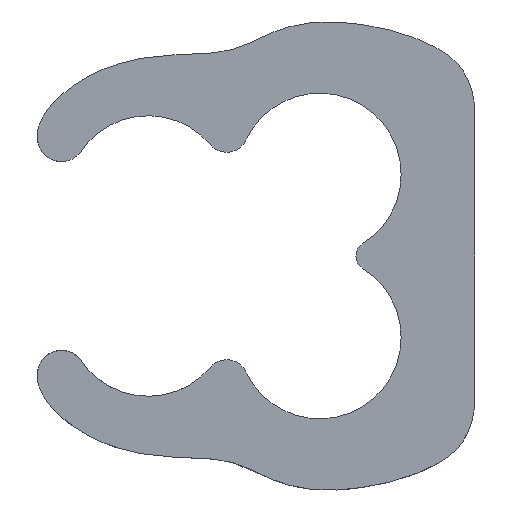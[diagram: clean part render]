
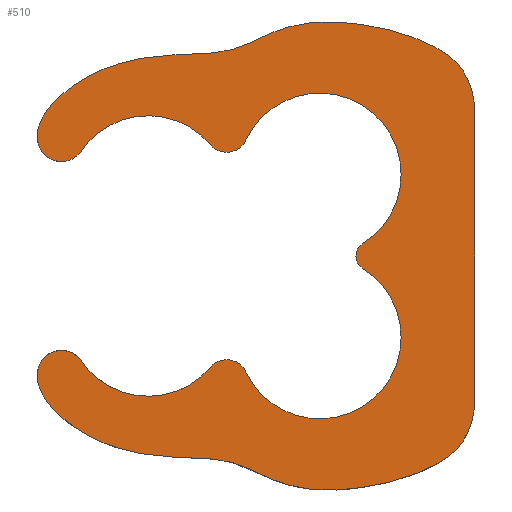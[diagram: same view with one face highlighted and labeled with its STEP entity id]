
A CAD part, left-side view. The second image highlights one B-rep face of the part: STEP entity #510.
In plain terms, the highlighted planar face has unit normal (-1, 0, 0).
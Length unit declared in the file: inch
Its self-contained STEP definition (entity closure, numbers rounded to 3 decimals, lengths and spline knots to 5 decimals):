
#40=PLANE('',#600);
#45=(
BOUNDED_CURVE()
B_SPLINE_CURVE(5,(#1157,#1158,#1159,#1160,#1161,#1162,#1163,#1164,#1165,
#1166,#1167,#1168,#1169,#1170,#1171,#1172,#1173,#1174,#1175,#1176,#1177,
#1178,#1179,#1180,#1181,#1182,#1183,#1184,#1185,#1186),.UNSPECIFIED.,.F.,
 .F.)
B_SPLINE_CURVE_WITH_KNOTS((6,1,1,1,1,1,1,1,1,1,1,1,1,1,1,1,1,1,1,1,1,1,
1,1,1,6),(0.,0.04,0.08,0.12,0.16,0.2,0.24,0.28,0.32,0.36,0.4,0.44,0.48,
0.52,0.56,0.6,0.64,0.68,0.72,0.76,0.8,0.84,0.88,0.92,0.96,1.),
 .UNSPECIFIED.)
CURVE()
GEOMETRIC_REPRESENTATION_ITEM()
RATIONAL_B_SPLINE_CURVE((1.,1.,1.,1.,1.,1.,1.,1.,1.,1.,1.,1.,1.,1.,1.,1.,
1.,1.,1.,1.,1.,1.,1.,1.,1.,1.,1.,1.,1.,1.))
REPRESENTATION_ITEM('')
);
#47=(
BOUNDED_CURVE()
B_SPLINE_CURVE(5,(#1286,#1287,#1288,#1289,#1290,#1291,#1292,#1293,#1294,
#1295,#1296,#1297,#1298,#1299,#1300,#1301,#1302,#1303,#1304,#1305,#1306,
#1307,#1308,#1309,#1310,#1311,#1312,#1313,#1314,#1315),.UNSPECIFIED.,.F.,
 .F.)
B_SPLINE_CURVE_WITH_KNOTS((6,1,1,1,1,1,1,1,1,1,1,1,1,1,1,1,1,1,1,1,1,1,
1,1,1,6),(0.,0.04,0.08,0.12,0.16,0.2,0.24,0.28,0.32,0.36,0.4,0.44,0.48,
0.52,0.56,0.6,0.64,0.68,0.72,0.76,0.8,0.84,0.88,0.92,0.96,1.),
 .UNSPECIFIED.)
CURVE()
GEOMETRIC_REPRESENTATION_ITEM()
RATIONAL_B_SPLINE_CURVE((1.,1.,1.,1.,1.,1.,1.,1.,1.,1.,1.,1.,1.,1.,1.,1.,
1.,1.,1.,1.,1.,1.,1.,1.,1.,1.,1.,1.,1.,1.))
REPRESENTATION_ITEM('')
);
#80=FACE_OUTER_BOUND('',#108,.T.);
#108=EDGE_LOOP('',(#453,#454,#455,#456,#457,#458,#459,#460,#461,#462,#463,
#464));
#127=LINE('',#1221,#155);
#155=VECTOR('',#706,0.3937);
#183=CIRCLE('',#572,0.08);
#185=CIRCLE('',#575,0.02356);
#187=CIRCLE('',#579,0.02356);
#189=CIRCLE('',#582,0.08);
#191=CIRCLE('',#585,0.02089);
#193=CIRCLE('',#588,0.08);
#195=CIRCLE('',#591,0.01423);
#197=CIRCLE('',#594,0.08);
#199=CIRCLE('',#597,0.02089);
#225=VERTEX_POINT('',#1082);
#226=VERTEX_POINT('',#1083);
#229=VERTEX_POINT('',#1091);
#231=VERTEX_POINT('',#1156);
#233=VERTEX_POINT('',#1220);
#235=VERTEX_POINT('',#1285);
#237=VERTEX_POINT('',#1349);
#239=VERTEX_POINT('',#1355);
#241=VERTEX_POINT('',#1361);
#243=VERTEX_POINT('',#1367);
#245=VERTEX_POINT('',#1373);
#247=VERTEX_POINT('',#1379);
#285=EDGE_CURVE('',#225,#226,#183,.T.);
#289=EDGE_CURVE('',#229,#226,#185,.T.);
#292=EDGE_CURVE('',#229,#231,#45,.T.);
#295=EDGE_CURVE('',#233,#231,#127,.T.);
#298=EDGE_CURVE('',#235,#233,#47,.T.);
#301=EDGE_CURVE('',#237,#235,#187,.T.);
#304=EDGE_CURVE('',#237,#239,#189,.T.);
#307=EDGE_CURVE('',#241,#239,#191,.T.);
#310=EDGE_CURVE('',#241,#243,#193,.T.);
#313=EDGE_CURVE('',#245,#243,#195,.T.);
#316=EDGE_CURVE('',#245,#247,#197,.T.);
#319=EDGE_CURVE('',#225,#247,#199,.T.);
#453=ORIENTED_EDGE('',*,*,#319,.F.);
#454=ORIENTED_EDGE('',*,*,#285,.T.);
#455=ORIENTED_EDGE('',*,*,#289,.F.);
#456=ORIENTED_EDGE('',*,*,#292,.T.);
#457=ORIENTED_EDGE('',*,*,#295,.F.);
#458=ORIENTED_EDGE('',*,*,#298,.F.);
#459=ORIENTED_EDGE('',*,*,#301,.F.);
#460=ORIENTED_EDGE('',*,*,#304,.T.);
#461=ORIENTED_EDGE('',*,*,#307,.F.);
#462=ORIENTED_EDGE('',*,*,#310,.T.);
#463=ORIENTED_EDGE('',*,*,#313,.F.);
#464=ORIENTED_EDGE('',*,*,#316,.T.);
#510=ADVANCED_FACE('',(#80),#40,.F.);
#572=AXIS2_PLACEMENT_3D('',#1084,#690,#691);
#575=AXIS2_PLACEMENT_3D('',#1092,#698,#699);
#579=AXIS2_PLACEMENT_3D('',#1350,#712,#713);
#582=AXIS2_PLACEMENT_3D('',#1356,#719,#720);
#585=AXIS2_PLACEMENT_3D('',#1362,#726,#727);
#588=AXIS2_PLACEMENT_3D('',#1368,#733,#734);
#591=AXIS2_PLACEMENT_3D('',#1374,#740,#741);
#594=AXIS2_PLACEMENT_3D('',#1380,#747,#748);
#597=AXIS2_PLACEMENT_3D('',#1385,#754,#755);
#600=AXIS2_PLACEMENT_3D('',#1388,#760,#761);
#690=DIRECTION('center_axis',(1.,0.,0.));
#691=DIRECTION('ref_axis',(0.,-0.765,-0.644));
#698=DIRECTION('center_axis',(1.,0.,0.));
#699=DIRECTION('ref_axis',(0.,0.999,0.045));
#706=DIRECTION('',(0.,0.,-1.));
#712=DIRECTION('center_axis',(1.,0.,0.));
#713=DIRECTION('ref_axis',(0.,-0.756,-0.655));
#719=DIRECTION('center_axis',(1.,0.,0.));
#720=DIRECTION('ref_axis',(0.,0.843,0.538));
#726=DIRECTION('center_axis',(1.,0.,0.));
#727=DIRECTION('ref_axis',(0.,-0.906,-0.424));
#733=DIRECTION('center_axis',(1.,0.,0.));
#734=DIRECTION('ref_axis',(0.,0.906,0.424));
#740=DIRECTION('center_axis',(1.,0.,0.));
#741=DIRECTION('ref_axis',(0.,0.528,-0.849));
#747=DIRECTION('center_axis',(1.,0.,0.));
#748=DIRECTION('ref_axis',(0.,-0.528,0.849));
#754=DIRECTION('center_axis',(1.,0.,0.));
#755=DIRECTION('ref_axis',(0.,0.765,0.644));
#760=DIRECTION('center_axis',(1.,0.,0.));
#761=DIRECTION('ref_axis',(0.,0.,-1.));
#1082=CARTESIAN_POINT('',(0.,-0.06265,-0.02934));
#1083=CARTESIAN_POINT('',(0.,0.06599,-0.02084));
#1084=CARTESIAN_POINT('Origin',(0.,-0.00145,0.02219));
#1091=CARTESIAN_POINT('',(0.,0.10733,-0.0352));
#1092=CARTESIAN_POINT('Origin',(0.,0.0838,-0.03627));
#1156=CARTESIAN_POINT('',(0.,-0.32236,-0.06674));
#1157=CARTESIAN_POINT('Ctrl Pts',(0.,0.10733,-0.0352));
#1158=CARTESIAN_POINT('Ctrl Pts',(0.,0.10772,-0.03791));
#1159=CARTESIAN_POINT('Ctrl Pts',(0.,0.10771,-0.04353));
#1160=CARTESIAN_POINT('Ctrl Pts',(0.,0.10533,-0.05252));
#1161=CARTESIAN_POINT('Ctrl Pts',(0.,0.09765,-0.06539));
#1162=CARTESIAN_POINT('Ctrl Pts',(0.,0.08166,-0.08147));
#1163=CARTESIAN_POINT('Ctrl Pts',(0.,0.06088,-0.09579));
#1164=CARTESIAN_POINT('Ctrl Pts',(0.,0.03714,-0.10682));
#1165=CARTESIAN_POINT('Ctrl Pts',(0.,0.01223,-0.11376));
#1166=CARTESIAN_POINT('Ctrl Pts',(0.,-0.01227,-0.11707));
#1167=CARTESIAN_POINT('Ctrl Pts',(0.,-0.03515,-0.11809));
#1168=CARTESIAN_POINT('Ctrl Pts',(0.,-0.05559,-0.11853));
#1169=CARTESIAN_POINT('Ctrl Pts',(0.,-0.07328,-0.12001));
#1170=CARTESIAN_POINT('Ctrl Pts',(0.,-0.08849,-0.12364));
#1171=CARTESIAN_POINT('Ctrl Pts',(0.,-0.10224,-0.12948));
#1172=CARTESIAN_POINT('Ctrl Pts',(0.,-0.11608,-0.13653));
#1173=CARTESIAN_POINT('Ctrl Pts',(0.,-0.1316,-0.14335));
#1174=CARTESIAN_POINT('Ctrl Pts',(0.,-0.15006,-0.14845));
#1175=CARTESIAN_POINT('Ctrl Pts',(0.,-0.17189,-0.15076));
#1176=CARTESIAN_POINT('Ctrl Pts',(0.,-0.19635,-0.14998));
#1177=CARTESIAN_POINT('Ctrl Pts',(0.,-0.22203,-0.14634));
#1178=CARTESIAN_POINT('Ctrl Pts',(0.,-0.24711,-0.14033));
#1179=CARTESIAN_POINT('Ctrl Pts',(0.,-0.26981,-0.13253));
#1180=CARTESIAN_POINT('Ctrl Pts',(0.,-0.28867,-0.12334));
#1181=CARTESIAN_POINT('Ctrl Pts',(0.,-0.30306,-0.11277));
#1182=CARTESIAN_POINT('Ctrl Pts',(0.,-0.31318,-0.10035));
#1183=CARTESIAN_POINT('Ctrl Pts',(0.,-0.31833,-0.08844));
#1184=CARTESIAN_POINT('Ctrl Pts',(0.,-0.32083,-0.07815));
#1185=CARTESIAN_POINT('Ctrl Pts',(0.,-0.32194,-0.07065));
#1186=CARTESIAN_POINT('Ctrl Pts',(0.,-0.32236,-0.06674));
#1220=CARTESIAN_POINT('',(0.,-0.32236,0.22674));
#1221=CARTESIAN_POINT('',(0.,-0.32236,0.22674));
#1285=CARTESIAN_POINT('',(0.,0.10733,0.1952));
#1286=CARTESIAN_POINT('Ctrl Pts',(0.,0.10733,0.1952));
#1287=CARTESIAN_POINT('Ctrl Pts',(0.,0.10772,0.19791));
#1288=CARTESIAN_POINT('Ctrl Pts',(0.,0.10771,0.20353));
#1289=CARTESIAN_POINT('Ctrl Pts',(0.,0.10533,0.21252));
#1290=CARTESIAN_POINT('Ctrl Pts',(0.,0.09765,0.22539));
#1291=CARTESIAN_POINT('Ctrl Pts',(0.,0.08166,0.24147));
#1292=CARTESIAN_POINT('Ctrl Pts',(0.,0.06088,0.25579));
#1293=CARTESIAN_POINT('Ctrl Pts',(0.,0.03714,0.26682));
#1294=CARTESIAN_POINT('Ctrl Pts',(0.,0.01223,0.27376));
#1295=CARTESIAN_POINT('Ctrl Pts',(0.,-0.01227,0.27707));
#1296=CARTESIAN_POINT('Ctrl Pts',(0.,-0.03515,0.27809));
#1297=CARTESIAN_POINT('Ctrl Pts',(0.,-0.05559,0.27853));
#1298=CARTESIAN_POINT('Ctrl Pts',(0.,-0.07328,0.28001));
#1299=CARTESIAN_POINT('Ctrl Pts',(0.,-0.08849,0.28364));
#1300=CARTESIAN_POINT('Ctrl Pts',(0.,-0.10224,0.28948));
#1301=CARTESIAN_POINT('Ctrl Pts',(0.,-0.11608,0.29653));
#1302=CARTESIAN_POINT('Ctrl Pts',(0.,-0.1316,0.30335));
#1303=CARTESIAN_POINT('Ctrl Pts',(0.,-0.15006,0.30845));
#1304=CARTESIAN_POINT('Ctrl Pts',(0.,-0.17189,0.31076));
#1305=CARTESIAN_POINT('Ctrl Pts',(0.,-0.19635,0.30998));
#1306=CARTESIAN_POINT('Ctrl Pts',(0.,-0.22203,0.30634));
#1307=CARTESIAN_POINT('Ctrl Pts',(0.,-0.24711,0.30033));
#1308=CARTESIAN_POINT('Ctrl Pts',(0.,-0.26981,0.29253));
#1309=CARTESIAN_POINT('Ctrl Pts',(0.,-0.28867,0.28334));
#1310=CARTESIAN_POINT('Ctrl Pts',(0.,-0.30306,0.27277));
#1311=CARTESIAN_POINT('Ctrl Pts',(0.,-0.31318,0.26035));
#1312=CARTESIAN_POINT('Ctrl Pts',(0.,-0.31833,0.24844));
#1313=CARTESIAN_POINT('Ctrl Pts',(0.,-0.32083,0.23815));
#1314=CARTESIAN_POINT('Ctrl Pts',(0.,-0.32194,0.23065));
#1315=CARTESIAN_POINT('Ctrl Pts',(0.,-0.32236,0.22674));
#1349=CARTESIAN_POINT('',(0.,0.06599,0.18084));
#1350=CARTESIAN_POINT('Origin',(0.,0.0838,0.19627));
#1355=CARTESIAN_POINT('',(0.,-0.06265,0.18934));
#1356=CARTESIAN_POINT('Origin',(0.,-0.00145,0.13781));
#1361=CARTESIAN_POINT('',(0.,-0.09755,0.19393));
#1362=CARTESIAN_POINT('Origin',(0.,-0.07863,0.2028));
#1367=CARTESIAN_POINT('',(0.,-0.21227,0.09208));
#1368=CARTESIAN_POINT('Origin',(0.,-0.17,0.16));
#1373=CARTESIAN_POINT('',(0.,-0.21227,0.06792));
#1374=CARTESIAN_POINT('Origin',(0.,-0.21979,0.08));
#1379=CARTESIAN_POINT('',(0.,-0.09755,-0.03393));
#1380=CARTESIAN_POINT('Origin',(0.,-0.17,0.));
#1385=CARTESIAN_POINT('Origin',(0.,-0.07863,-0.0428));
#1388=CARTESIAN_POINT('Origin',(0.,-0.10732,0.08));
